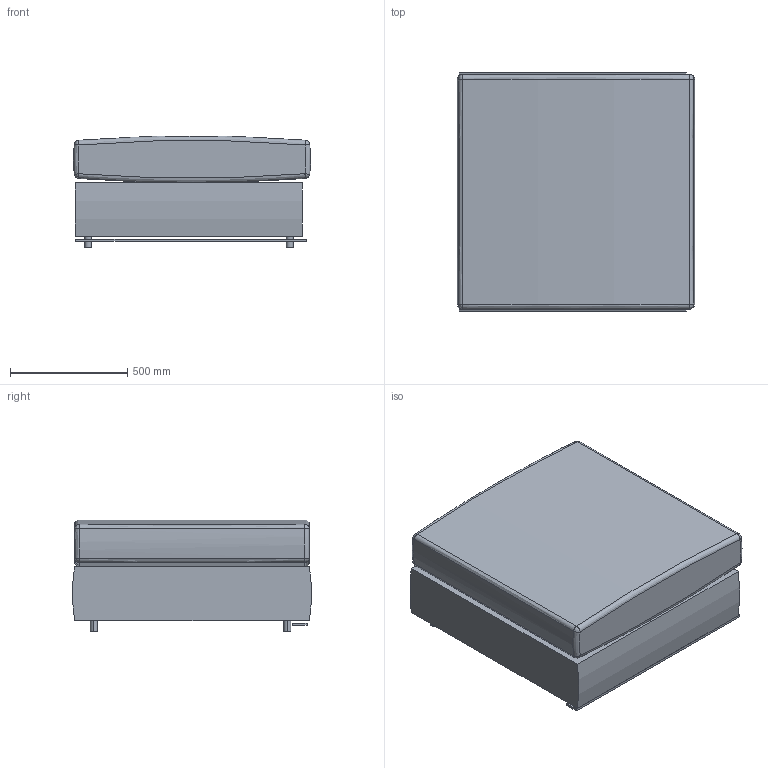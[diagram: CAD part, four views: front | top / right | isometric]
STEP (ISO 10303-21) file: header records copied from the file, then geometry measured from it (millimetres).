
FILE_DESCRIPTION(/* description */ (''),/* implementation_level */ '2;1');
FILE_NAME(/* name */ '810 Fly pouf 100',/* time_stamp */ '2013-10-18T09:33:12+02:00',/* author */ (''),/* organization */ (''),/* preprocessor_version */ 'ST-DEVELOPER v10',/* originating_system */ '',/* authorisation */ '');
FILE_SCHEMA (('CONFIG_CONTROL_DESIGN'));
Length unit declared in the file: millimetre
Products named in the file (1): 1
Bounding box: 1011.09 x 1016.29 x 475.73 mm (x, y, z)
Volume: 188773156 mm3; surface area: 5651551.9 mm2
Topology: 6 solids, 7 shells, 55 faces, 103 edges, 61 vertices
Faces by surface type: bspline 55
Entity records: 1684 total; most frequent: CARTESIAN_POINT 993, ORIENTED_EDGE 200, EDGE_CURVE 104, VERTEX_POINT 62, ADVANCED_FACE 55, FACE_OUTER_BOUND 55, EDGE_LOOP 55, B_SPLINE_CURVE_WITH_KNOTS 32
